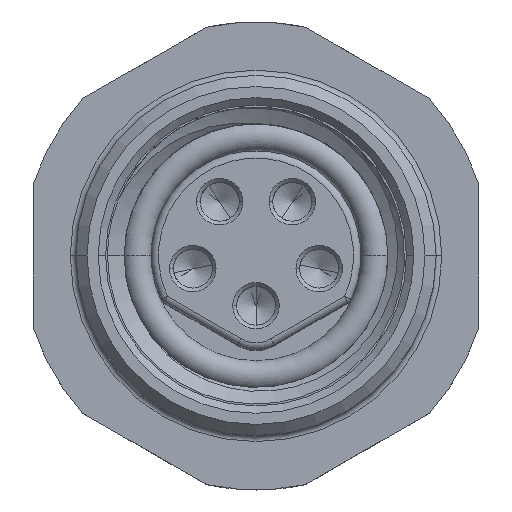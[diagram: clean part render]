
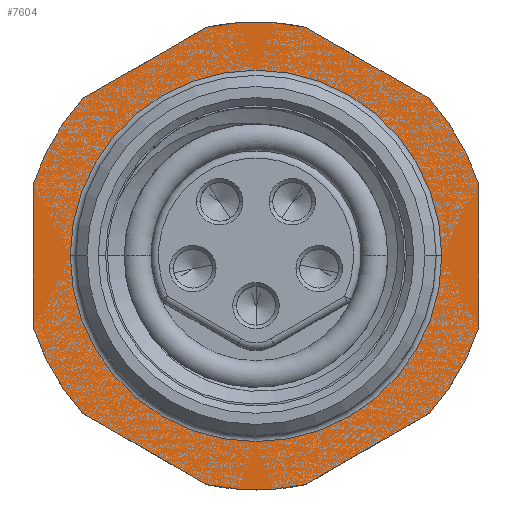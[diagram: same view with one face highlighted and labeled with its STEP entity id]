
A CAD part, top view. The second image highlights one B-rep face of the part: STEP entity #7604.
In plain terms, the highlighted planar face has unit normal (0, 0, 1).
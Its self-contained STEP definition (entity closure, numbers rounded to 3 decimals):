
#4402=CARTESIAN_POINT('',(0.,0.,-0.3));
#4403=DIRECTION('',(0.,0.,1.));
#4404=DIRECTION('',(-0.212,-0.977,0.));
#4405=AXIS2_PLACEMENT_3D('',#4402,#4403,#4404);
#4407=DIRECTION('',(0.866,-0.5,0.));
#4408=VECTOR('',#4407,3.842);
#4409=CARTESIAN_POINT('',(-4.664,-4.236,-0.3));
#4410=LINE('',#4409,#4408);
#4411=CARTESIAN_POINT('',(0.,0.,-0.3));
#4412=DIRECTION('',(0.,0.,1.));
#4413=DIRECTION('',(-0.952,-0.305,0.));
#4414=AXIS2_PLACEMENT_3D('',#4411,#4412,#4413);
#4416=DIRECTION('',(0.,-1.,0.));
#4417=VECTOR('',#4416,3.842);
#4418=CARTESIAN_POINT('',(-6.,1.921,-0.3));
#4419=LINE('',#4418,#4417);
#4420=CARTESIAN_POINT('',(0.,0.,-0.3));
#4421=DIRECTION('',(0.,0.,1.));
#4422=DIRECTION('',(-0.74,0.672,0.));
#4423=AXIS2_PLACEMENT_3D('',#4420,#4421,#4422);
#4425=DIRECTION('',(-0.866,-0.5,0.));
#4426=VECTOR('',#4425,3.842);
#4427=CARTESIAN_POINT('',(-1.336,6.157,-0.3));
#4428=LINE('',#4427,#4426);
#4429=CARTESIAN_POINT('',(0.,0.,-0.3));
#4430=DIRECTION('',(0.,0.,1.));
#4431=DIRECTION('',(0.212,0.977,0.));
#4432=AXIS2_PLACEMENT_3D('',#4429,#4430,#4431);
#4434=DIRECTION('',(-0.866,0.5,0.));
#4435=VECTOR('',#4434,3.842);
#4436=CARTESIAN_POINT('',(4.664,4.236,-0.3));
#4437=LINE('',#4436,#4435);
#4438=CARTESIAN_POINT('',(0.,0.,-0.3));
#4439=DIRECTION('',(0.,0.,1.));
#4440=DIRECTION('',(0.952,0.305,0.));
#4441=AXIS2_PLACEMENT_3D('',#4438,#4439,#4440);
#4443=DIRECTION('',(0.,1.,0.));
#4444=VECTOR('',#4443,3.842);
#4445=CARTESIAN_POINT('',(6.,-1.921,-0.3));
#4446=LINE('',#4445,#4444);
#4447=CARTESIAN_POINT('',(0.,0.,-0.3));
#4448=DIRECTION('',(0.,0.,1.));
#4449=DIRECTION('',(0.74,-0.672,0.));
#4450=AXIS2_PLACEMENT_3D('',#4447,#4448,#4449);
#4452=DIRECTION('',(0.866,0.5,0.));
#4453=VECTOR('',#4452,3.842);
#4454=CARTESIAN_POINT('',(1.336,-6.157,-0.3));
#4455=LINE('',#4454,#4453);
#4456=CARTESIAN_POINT('',(0.,0.,-0.3));
#4457=DIRECTION('',(0.,0.,1.));
#4458=DIRECTION('',(1.,0.,0.));
#4459=AXIS2_PLACEMENT_3D('',#4456,#4457,#4458);
#4461=CARTESIAN_POINT('',(0.,0.,-0.3));
#4462=DIRECTION('',(0.,0.,1.));
#4463=DIRECTION('',(-1.,0.,0.));
#4464=AXIS2_PLACEMENT_3D('',#4461,#4462,#4463);
#6768=CARTESIAN_POINT('',(-1.336,-6.157,-0.3));
#6769=CARTESIAN_POINT('',(1.336,-6.157,-0.3));
#6770=VERTEX_POINT('',#6768);
#6771=VERTEX_POINT('',#6769);
#6772=CARTESIAN_POINT('',(4.664,-4.236,-0.3));
#6773=VERTEX_POINT('',#6772);
#6774=CARTESIAN_POINT('',(6.,-1.921,-0.3));
#6775=VERTEX_POINT('',#6774);
#6776=CARTESIAN_POINT('',(6.,1.921,-0.3));
#6777=VERTEX_POINT('',#6776);
#6778=CARTESIAN_POINT('',(4.664,4.236,-0.3));
#6779=VERTEX_POINT('',#6778);
#6780=CARTESIAN_POINT('',(1.336,6.157,-0.3));
#6781=VERTEX_POINT('',#6780);
#6782=CARTESIAN_POINT('',(-1.336,6.157,-0.3));
#6783=VERTEX_POINT('',#6782);
#6784=CARTESIAN_POINT('',(-4.664,4.236,-0.3));
#6785=VERTEX_POINT('',#6784);
#6786=CARTESIAN_POINT('',(-6.,1.921,-0.3));
#6787=VERTEX_POINT('',#6786);
#6788=CARTESIAN_POINT('',(-6.,-1.921,-0.3));
#6789=VERTEX_POINT('',#6788);
#6790=CARTESIAN_POINT('',(-4.664,-4.236,-0.3));
#6791=VERTEX_POINT('',#6790);
#6838=CARTESIAN_POINT('',(-5.,0.,-0.3));
#6839=CARTESIAN_POINT('',(5.,0.,-0.3));
#6840=VERTEX_POINT('',#6838);
#6841=VERTEX_POINT('',#6839);
#7567=CARTESIAN_POINT('',(0.,0.,-0.3));
#7568=DIRECTION('',(0.,0.,1.));
#7569=DIRECTION('',(-1.,0.,0.));
#7570=AXIS2_PLACEMENT_3D('',#7567,#7568,#7569);
#7571=PLANE('',#7570);
#7573=ORIENTED_EDGE('',*,*,#7572,.F.);
#7575=ORIENTED_EDGE('',*,*,#7574,.F.);
#7577=ORIENTED_EDGE('',*,*,#7576,.F.);
#7579=ORIENTED_EDGE('',*,*,#7578,.F.);
#7581=ORIENTED_EDGE('',*,*,#7580,.F.);
#7583=ORIENTED_EDGE('',*,*,#7582,.F.);
#7585=ORIENTED_EDGE('',*,*,#7584,.F.);
#7587=ORIENTED_EDGE('',*,*,#7586,.F.);
#7589=ORIENTED_EDGE('',*,*,#7588,.F.);
#7591=ORIENTED_EDGE('',*,*,#7590,.F.);
#7593=ORIENTED_EDGE('',*,*,#7592,.F.);
#7595=ORIENTED_EDGE('',*,*,#7594,.F.);
#7596=EDGE_LOOP('',(#7573,#7575,#7577,#7579,#7581,#7583,#7585,#7587,#7589,#7591,
#7593,#7595));
#7597=FACE_OUTER_BOUND('',#7596,.F.);
#7599=ORIENTED_EDGE('',*,*,#7598,.T.);
#7601=ORIENTED_EDGE('',*,*,#7600,.T.);
#7602=EDGE_LOOP('',(#7599,#7601));
#7603=FACE_BOUND('',#7602,.F.);
#4406=CIRCLE('',#4405,6.3);
#4415=CIRCLE('',#4414,6.3);
#4424=CIRCLE('',#4423,6.3);
#4433=CIRCLE('',#4432,6.3);
#4442=CIRCLE('',#4441,6.3);
#4451=CIRCLE('',#4450,6.3);
#4460=CIRCLE('',#4459,5.);
#4465=CIRCLE('',#4464,5.);
#7572=EDGE_CURVE('',#6770,#6771,#4406,.T.);
#7574=EDGE_CURVE('',#6791,#6770,#4410,.T.);
#7576=EDGE_CURVE('',#6789,#6791,#4415,.T.);
#7578=EDGE_CURVE('',#6787,#6789,#4419,.T.);
#7580=EDGE_CURVE('',#6785,#6787,#4424,.T.);
#7582=EDGE_CURVE('',#6783,#6785,#4428,.T.);
#7584=EDGE_CURVE('',#6781,#6783,#4433,.T.);
#7586=EDGE_CURVE('',#6779,#6781,#4437,.T.);
#7588=EDGE_CURVE('',#6777,#6779,#4442,.T.);
#7590=EDGE_CURVE('',#6775,#6777,#4446,.T.);
#7592=EDGE_CURVE('',#6773,#6775,#4451,.T.);
#7594=EDGE_CURVE('',#6771,#6773,#4455,.T.);
#7598=EDGE_CURVE('',#6841,#6840,#4460,.T.);
#7600=EDGE_CURVE('',#6840,#6841,#4465,.T.);
#7604=ADVANCED_FACE('',(#7597,#7603),#7571,.T.);
